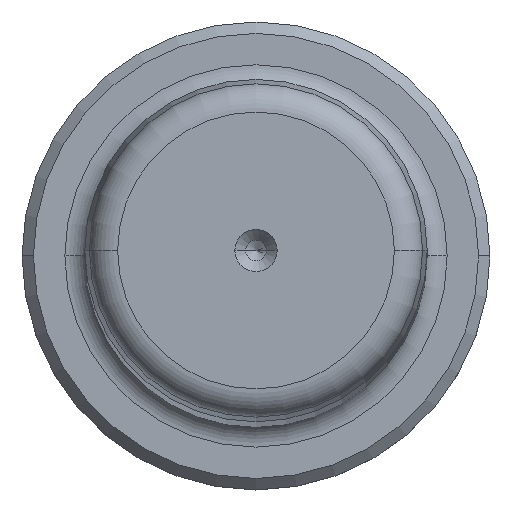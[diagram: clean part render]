
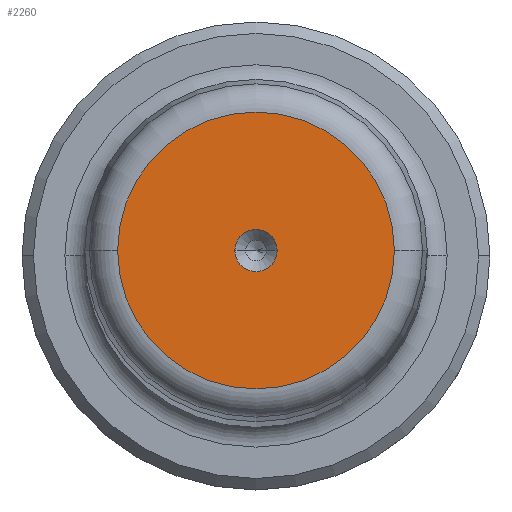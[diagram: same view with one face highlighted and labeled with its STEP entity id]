
A CAD part, top view. The second image highlights one B-rep face of the part: STEP entity #2260.
In plain terms, the highlighted planar face has unit normal (0, 0, 1).
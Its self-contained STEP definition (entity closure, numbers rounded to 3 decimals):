
#64 = CARTESIAN_POINT ( 'NONE',  ( 0., 0., 310. ) ) ;
#66 = CARTESIAN_POINT ( 'NONE',  ( 0., 0., 310. ) ) ;
#116 = VERTEX_POINT ( 'NONE', #415 ) ;
#235 = DIRECTION ( 'NONE',  ( 1., 0., 0. ) ) ;
#248 = EDGE_CURVE ( 'NONE', #531, #116, #1628, .T. ) ;
#274 = DIRECTION ( 'NONE',  ( 0., 0., 1. ) ) ;
#415 = CARTESIAN_POINT ( 'NONE',  ( -12.124, 0., 310. ) ) ;
#430 = DIRECTION ( 'NONE',  ( 1., 0., 0. ) ) ;
#432 = DIRECTION ( 'NONE',  ( 0., 0., 1. ) ) ;
#531 = VERTEX_POINT ( 'NONE', #648 ) ;
#648 = CARTESIAN_POINT ( 'NONE',  ( 12.124, 0., 310. ) ) ;
#783 = ORIENTED_EDGE ( 'NONE', *, *, #2218, .T. ) ;
#784 = DIRECTION ( 'NONE',  ( 0., 0., 1. ) ) ;
#847 = AXIS2_PLACEMENT_3D ( 'NONE', #1510, #432, #1698 ) ;
#914 = AXIS2_PLACEMENT_3D ( 'NONE', #1873, #784, #2048 ) ;
#973 = DIRECTION ( 'NONE',  ( 0., 0., 1. ) ) ;
#1040 = EDGE_CURVE ( 'NONE', #1915, #1171, #1701, .T. ) ;
#1047 = EDGE_LOOP ( 'NONE', ( #1134, #783 ) ) ;
#1062 = EDGE_LOOP ( 'NONE', ( #1336, #1993 ) ) ;
#1086 = FACE_BOUND ( 'NONE', #1062, .T. ) ;
#1134 = ORIENTED_EDGE ( 'NONE', *, *, #248, .T. ) ;
#1171 = VERTEX_POINT ( 'NONE', #2132 ) ;
#1248 = EDGE_CURVE ( 'NONE', #1171, #1915, #1467, .T. ) ;
#1329 = DIRECTION ( 'NONE',  ( 0., 0., 1. ) ) ;
#1336 = ORIENTED_EDGE ( 'NONE', *, *, #1248, .F. ) ;
#1365 = CARTESIAN_POINT ( 'NONE',  ( 0., 0., 310. ) ) ;
#1467 = CIRCLE ( 'NONE', #1771, 1.85 ) ;
#1507 = AXIS2_PLACEMENT_3D ( 'NONE', #64, #973, #430 ) ;
#1508 = PLANE ( 'NONE',  #1507 ) ;
#1510 = CARTESIAN_POINT ( 'NONE',  ( 0., 0., 310. ) ) ;
#1541 = DIRECTION ( 'NONE',  ( 1., 0., 0. ) ) ;
#1628 = CIRCLE ( 'NONE', #847, 12.124 ) ;
#1698 = DIRECTION ( 'NONE',  ( 1., 0., 0. ) ) ;
#1701 = CIRCLE ( 'NONE', #1937, 1.85 ) ;
#1771 = AXIS2_PLACEMENT_3D ( 'NONE', #66, #1329, #235 ) ;
#1873 = CARTESIAN_POINT ( 'NONE',  ( 0., 0., 310. ) ) ;
#1915 = VERTEX_POINT ( 'NONE', #2343 ) ;
#1937 = AXIS2_PLACEMENT_3D ( 'NONE', #1365, #274, #1541 ) ;
#1993 = ORIENTED_EDGE ( 'NONE', *, *, #1040, .F. ) ;
#1999 = FACE_OUTER_BOUND ( 'NONE', #1047, .T. ) ;
#2048 = DIRECTION ( 'NONE',  ( 1., 0., 0. ) ) ;
#2095 = CIRCLE ( 'NONE', #914, 12.124 ) ;
#2132 = CARTESIAN_POINT ( 'NONE',  ( 1.85, 0., 310. ) ) ;
#2218 = EDGE_CURVE ( 'NONE', #116, #531, #2095, .T. ) ;
#2260 = ADVANCED_FACE ( 'NONE', ( #1086, #1999 ), #1508, .T. ) ;
#2343 = CARTESIAN_POINT ( 'NONE',  ( -1.85, 0., 310. ) ) ;
